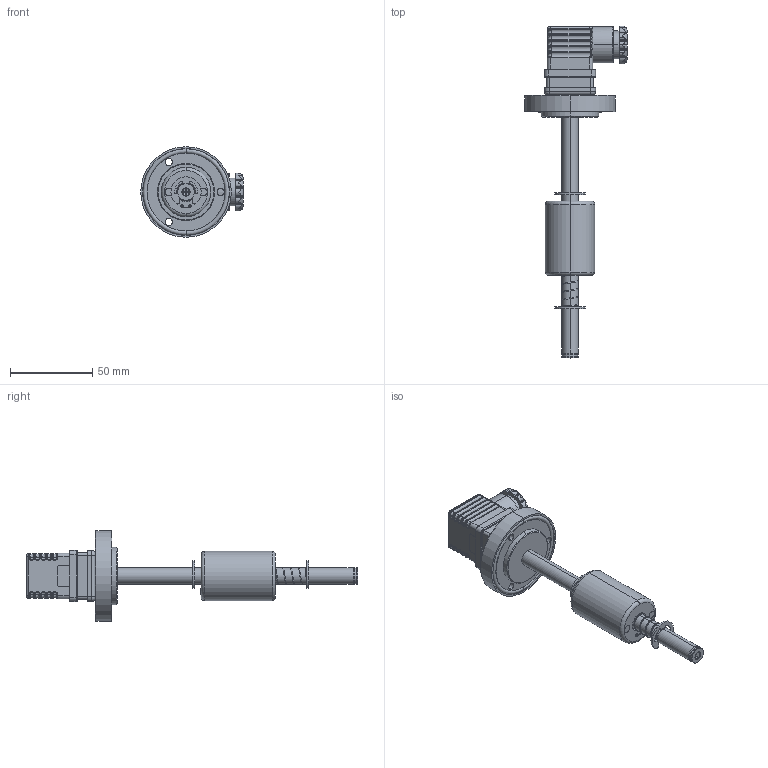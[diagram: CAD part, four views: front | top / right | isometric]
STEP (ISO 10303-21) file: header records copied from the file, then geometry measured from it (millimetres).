
FILE_DESCRIPTION (( 'STEP AP214' ), '1' );
FILE_NAME ('PT30.STEP', '2020-02-12T16:11:05', ( '' ), ( '' ), 'SwSTEP 2.0', 'SolidWorks 2019', '' );
FILE_SCHEMA (( 'AUTOMOTIVE_DESIGN' ));
Length unit declared in the file: millimetre
Products named in the file (1): PT30
Bounding box: 62.25 x 201.65 x 55 mm (x, y, z)
Surface area: 31054.3 mm2 (no closed solid volume)
Topology: 0 solids, 18 shells, 496 faces, 1372 edges, 872 vertices
Faces by surface type: cylinder 235, plane 125, bspline 66, torus 52, sphere 10, cone 8
Entity records: 30807 total; most frequent: CARTESIAN_POINT 13246, DIRECTION 2522, ORIENTED_EDGE 2459, EDGE_CURVE 1368, AXIS2_PLACEMENT_3D 1009, VERTEX_POINT 872, CIRCLE 578, EDGE_LOOP 536
